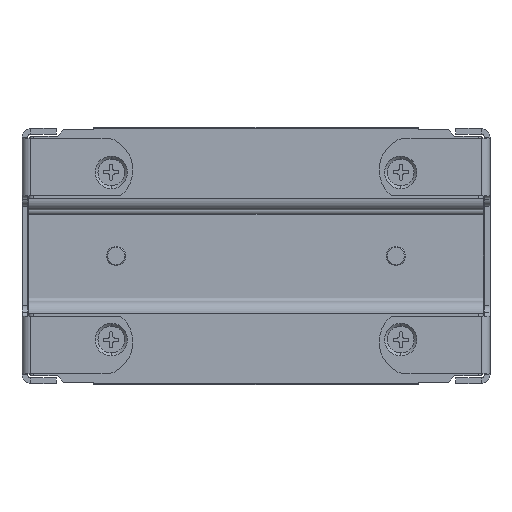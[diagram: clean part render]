
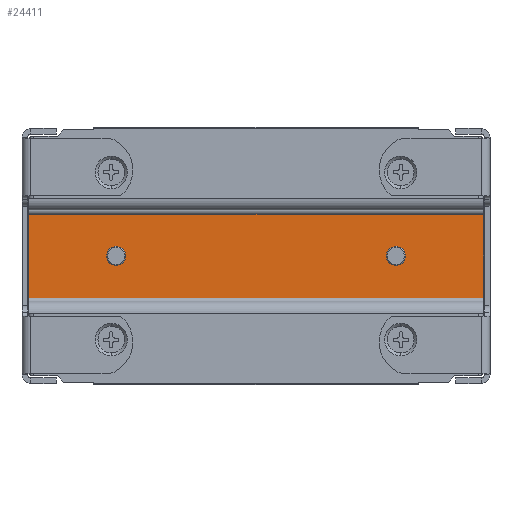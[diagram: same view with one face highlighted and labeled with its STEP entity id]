
A CAD part, front view. The second image highlights one B-rep face of the part: STEP entity #24411.
In plain terms, the highlighted planar face has unit normal (0, -1, 0).
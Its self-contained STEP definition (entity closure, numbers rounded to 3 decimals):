
#1802 = CARTESIAN_POINT ( 'NONE',  ( -64.65, 7.5, 1. ) ) ;
#1803 = CARTESIAN_POINT ( 'NONE',  ( -64.65, 7.5, -1. ) ) ;
#1804 = DIRECTION ( 'NONE',  ( 0., 0., 1. ) ) ;
#1805 = DIRECTION ( 'NONE',  ( 0., 1., 0. ) ) ;
#1806 = AXIS2_PLACEMENT_3D ( 'NONE', #1812, #1805, #1804 ) ;
#1807 = CIRCLE ( 'NONE', #1806, 1. ) ;
#1812 = CARTESIAN_POINT ( 'NONE',  ( -64.65, 7.5, 0. ) ) ;
#2002 = CARTESIAN_POINT ( 'NONE',  ( -35.35, 7.5, 1. ) ) ;
#2003 = CARTESIAN_POINT ( 'NONE',  ( -35.35, 7.5, -1. ) ) ;
#2005 = DIRECTION ( 'NONE',  ( 0., 0., 1. ) ) ;
#2006 = DIRECTION ( 'NONE',  ( 0., 1., 0. ) ) ;
#2007 = AXIS2_PLACEMENT_3D ( 'NONE', #2014, #2006, #2005 ) ;
#2008 = CIRCLE ( 'NONE', #2007, 1. ) ;
#2014 = CARTESIAN_POINT ( 'NONE',  ( -35.35, 7.5, 0. ) ) ;
#9676 = CARTESIAN_POINT ( 'NONE',  ( -26.2, 7.5, -5.7 ) ) ;
#9678 = DIRECTION ( 'NONE',  ( 0., 0., 1. ) ) ;
#9679 = VECTOR ( 'NONE', #9678, 1000. ) ;
#9681 = CARTESIAN_POINT ( 'NONE',  ( -26.2, 7.5, -6. ) ) ;
#9683 = LINE ( 'NONE', #9681, #9679 ) ;
#9686 = CARTESIAN_POINT ( 'NONE',  ( -26.2, 7.5, 5.7 ) ) ;
#12429 = CARTESIAN_POINT ( 'NONE',  ( -73.8, 7.5, -5.7 ) ) ;
#12526 = CARTESIAN_POINT ( 'NONE',  ( -73.8, 7.5, 5.7 ) ) ;
#12529 = DIRECTION ( 'NONE',  ( 0., 0., -1. ) ) ;
#12530 = VECTOR ( 'NONE', #12529, 1000. ) ;
#12552 = LINE ( 'NONE', #12558, #12530 ) ;
#12558 = CARTESIAN_POINT ( 'NONE',  ( -73.8, 7.5, -6. ) ) ;
#24292 = EDGE_LOOP ( 'NONE', ( #24293, #24295 ) ) ;
#24293 = ORIENTED_EDGE ( 'NONE', *, *, #24294, .T. ) ;
#24294 = EDGE_CURVE ( 'NONE', #24947, #24946, #49099, .T. ) ;
#24295 = ORIENTED_EDGE ( 'NONE', *, *, #24945, .T. ) ;
#24296 = EDGE_LOOP ( 'NONE', ( #24401, #24402, #24404, #24405 ) ) ;
#24331 = EDGE_LOOP ( 'NONE', ( #24332, #24369 ) ) ;
#24332 = ORIENTED_EDGE ( 'NONE', *, *, #24333, .T. ) ;
#24333 = EDGE_CURVE ( 'NONE', #24866, #24865, #49168, .T. ) ;
#24351 = EDGE_CURVE ( 'NONE', #27625, #28005, #49209, .T. ) ;
#24369 = ORIENTED_EDGE ( 'NONE', *, *, #24864, .T. ) ;
#24401 = ORIENTED_EDGE ( 'NONE', *, *, #28004, .T. ) ;
#24402 = ORIENTED_EDGE ( 'NONE', *, *, #24403, .T. ) ;
#24403 = EDGE_CURVE ( 'NONE', #28000, #27628, #49358, .T. ) ;
#24404 = ORIENTED_EDGE ( 'NONE', *, *, #27627, .T. ) ;
#24405 = ORIENTED_EDGE ( 'NONE', *, *, #24351, .T. ) ;
#24411 = ADVANCED_FACE ( 'NONE', ( #49390, #49389, #49388 ), #49387, .F. ) ;
#24864 = EDGE_CURVE ( 'NONE', #24865, #24866, #1807, .T. ) ;
#24865 = VERTEX_POINT ( 'NONE', #1803 ) ;
#24866 = VERTEX_POINT ( 'NONE', #1802 ) ;
#24945 = EDGE_CURVE ( 'NONE', #24946, #24947, #2008, .T. ) ;
#24946 = VERTEX_POINT ( 'NONE', #2003 ) ;
#24947 = VERTEX_POINT ( 'NONE', #2002 ) ;
#27625 = VERTEX_POINT ( 'NONE', #9686 ) ;
#27627 = EDGE_CURVE ( 'NONE', #27628, #27625, #9683, .T. ) ;
#27628 = VERTEX_POINT ( 'NONE', #9676 ) ;
#28000 = VERTEX_POINT ( 'NONE', #12429 ) ;
#28004 = EDGE_CURVE ( 'NONE', #28005, #28000, #12552, .T. ) ;
#28005 = VERTEX_POINT ( 'NONE', #12526 ) ;
#49096 = DIRECTION ( 'NONE',  ( 0., 0., 1. ) ) ;
#49097 = DIRECTION ( 'NONE',  ( 0., 1., 0. ) ) ;
#49098 = AXIS2_PLACEMENT_3D ( 'NONE', #49104, #49097, #49096 ) ;
#49099 = CIRCLE ( 'NONE', #49098, 1. ) ;
#49104 = CARTESIAN_POINT ( 'NONE',  ( -35.35, 7.5, 0. ) ) ;
#49165 = DIRECTION ( 'NONE',  ( 0., 0., 1. ) ) ;
#49166 = DIRECTION ( 'NONE',  ( 0., 1., 0. ) ) ;
#49167 = AXIS2_PLACEMENT_3D ( 'NONE', #49172, #49166, #49165 ) ;
#49168 = CIRCLE ( 'NONE', #49167, 1. ) ;
#49172 = CARTESIAN_POINT ( 'NONE',  ( -64.65, 7.5, 0. ) ) ;
#49206 = DIRECTION ( 'NONE',  ( -1., 0., 0. ) ) ;
#49207 = VECTOR ( 'NONE', #49206, 1000. ) ;
#49208 = CARTESIAN_POINT ( 'NONE',  ( -73.8, 7.5, 5.7 ) ) ;
#49209 = LINE ( 'NONE', #49208, #49207 ) ;
#49355 = DIRECTION ( 'NONE',  ( 1., 0., 0. ) ) ;
#49356 = VECTOR ( 'NONE', #49355, 1000. ) ;
#49357 = CARTESIAN_POINT ( 'NONE',  ( -26.2, 7.5, -5.7 ) ) ;
#49358 = LINE ( 'NONE', #49357, #49356 ) ;
#49383 = DIRECTION ( 'NONE',  ( 0., 0., 1. ) ) ;
#49384 = DIRECTION ( 'NONE',  ( 0., 1., 0. ) ) ;
#49385 = CARTESIAN_POINT ( 'NONE',  ( -200., 7.5, 6. ) ) ;
#49386 = AXIS2_PLACEMENT_3D ( 'NONE', #49385, #49384, #49383 ) ;
#49387 = PLANE ( 'NONE',  #49386 ) ;
#49388 = FACE_OUTER_BOUND ( 'NONE', #24296, .T. ) ;
#49389 = FACE_BOUND ( 'NONE', #24292, .T. ) ;
#49390 = FACE_BOUND ( 'NONE', #24331, .T. ) ;
